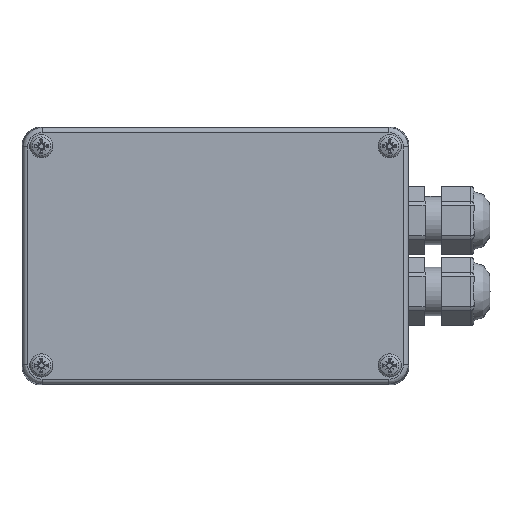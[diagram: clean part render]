
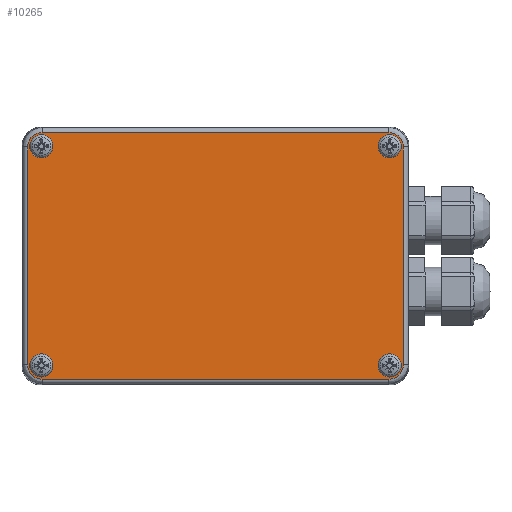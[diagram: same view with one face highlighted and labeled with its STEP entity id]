
A CAD part, top view. The second image highlights one B-rep face of the part: STEP entity #10265.
In plain terms, the highlighted face is planar.
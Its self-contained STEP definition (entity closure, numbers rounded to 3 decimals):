
#9554=CARTESIAN_POINT('',(6.249,-18.515,-30.0));
#9555=VERTEX_POINT('',#9554);
#9563=CARTESIAN_POINT('',(113.751,-18.515,-30.0));
#9564=VERTEX_POINT('',#9563);
#9565=CARTESIAN_POINT('',(6.249,-18.515,-30.0));
#9566=DIRECTION('',(1.0,0.0,0.0));
#9567=VECTOR('',#9566,107.503);
#9568=LINE('',#9565,#9567);
#9569=EDGE_CURVE('',#9555,#9564,#9568,.T.);
#9682=CARTESIAN_POINT('',(1.749,-14.015,-30.0));
#9683=VERTEX_POINT('',#9682);
#9691=CARTESIAN_POINT('',(6.249,-14.015,-30.0));
#9692=DIRECTION('',(0.0,0.0,1.0));
#9693=DIRECTION('',(-0.707,-0.707,0.0));
#9694=AXIS2_PLACEMENT_3D('',#9691,#9692,#9693);
#9695=ELLIPSE('',#9694,4.5,4.5);
#9696=EDGE_CURVE('',#9683,#9555,#9695,.T.);
#9773=CARTESIAN_POINT('',(118.251,-14.015,-30.0));
#9774=VERTEX_POINT('',#9773);
#9792=CARTESIAN_POINT('',(113.751,-14.015,-30.0));
#9793=DIRECTION('',(0.0,0.0,1.0));
#9794=DIRECTION('',(0.707,-0.707,0.0));
#9795=AXIS2_PLACEMENT_3D('',#9792,#9793,#9794);
#9796=ELLIPSE('',#9795,4.5,4.5);
#9797=EDGE_CURVE('',#9564,#9774,#9796,.T.);
#9809=CARTESIAN_POINT('',(1.749,53.487,-30.0));
#9810=VERTEX_POINT('',#9809);
#9818=CARTESIAN_POINT('',(1.749,53.487,-30.0));
#9819=DIRECTION('',(0.0,-1.0,0.0));
#9820=VECTOR('',#9819,67.503);
#9821=LINE('',#9818,#9820);
#9822=EDGE_CURVE('',#9810,#9683,#9821,.T.);
#9839=CARTESIAN_POINT('',(118.251,53.487,-30.0));
#9840=VERTEX_POINT('',#9839);
#9857=CARTESIAN_POINT('',(118.251,-14.015,-30.0));
#9858=DIRECTION('',(0.0,1.0,0.0));
#9859=VECTOR('',#9858,67.503);
#9860=LINE('',#9857,#9859);
#9861=EDGE_CURVE('',#9774,#9840,#9860,.T.);
#9959=CARTESIAN_POINT('',(6.249,57.987,-30.0));
#9960=VERTEX_POINT('',#9959);
#9968=CARTESIAN_POINT('',(6.249,53.487,-30.0));
#9969=DIRECTION('',(0.0,0.0,1.0));
#9970=DIRECTION('',(-0.707,0.707,0.0));
#9971=AXIS2_PLACEMENT_3D('',#9968,#9969,#9970);
#9972=ELLIPSE('',#9971,4.5,4.5);
#9973=EDGE_CURVE('',#9960,#9810,#9972,.T.);
#10050=CARTESIAN_POINT('',(113.751,57.987,-30.0));
#10051=VERTEX_POINT('',#10050);
#10069=CARTESIAN_POINT('',(113.751,53.487,-30.0));
#10070=DIRECTION('',(0.0,0.0,1.0));
#10071=DIRECTION('',(0.707,0.707,0.0));
#10072=AXIS2_PLACEMENT_3D('',#10069,#10070,#10071);
#10073=ELLIPSE('',#10072,4.5,4.5);
#10074=EDGE_CURVE('',#9840,#10051,#10073,.T.);
#10092=CARTESIAN_POINT('',(113.751,57.987,-30.0));
#10093=DIRECTION('',(-1.0,0.0,0.0));
#10094=VECTOR('',#10093,107.503);
#10095=LINE('',#10092,#10094);
#10096=EDGE_CURVE('',#10051,#9960,#10095,.T.);
#10206=CARTESIAN_POINT('',(60.0,19.736,-30.0));
#10207=DIRECTION('',(0.0,0.0,1.0));
#10208=DIRECTION('',(1.0,0.0,0.0));
#10209=AXIS2_PLACEMENT_3D('',#10206,#10207,#10208);
#10210=PLANE('',#10209);
#10211=ORIENTED_EDGE('',*,*,#9569,.F.);
#10212=ORIENTED_EDGE('',*,*,#9696,.F.);
#10213=ORIENTED_EDGE('',*,*,#9822,.F.);
#10214=ORIENTED_EDGE('',*,*,#9973,.F.);
#10215=ORIENTED_EDGE('',*,*,#10096,.F.);
#10216=ORIENTED_EDGE('',*,*,#10074,.F.);
#10217=ORIENTED_EDGE('',*,*,#9861,.F.);
#10218=ORIENTED_EDGE('',*,*,#9797,.F.);
#10219=EDGE_LOOP('',(#10211,#10212,#10213,#10214,#10215,#10216,#10217,#10218));
#10220=FACE_OUTER_BOUND('',#10219,.T.);
#10221=CARTESIAN_POINT('',(2.4,53.736,-30.0));
#10222=VERTEX_POINT('',#10221);
#10223=CARTESIAN_POINT('',(6.,53.736,-30.0));
#10224=DIRECTION('',(0.0,0.0,1.0));
#10225=DIRECTION('',(1.0,0.0,0.0));
#10226=AXIS2_PLACEMENT_3D('',#10223,#10224,#10225);
#10227=CIRCLE('',#10226,3.6);
#10228=EDGE_CURVE('',#10222,#10222,#10227,.T.);
#10229=ORIENTED_EDGE('',*,*,#10228,.T.);
#10230=EDGE_LOOP('',(#10229));
#10231=FACE_BOUND('',#10230,.T.);
#10232=CARTESIAN_POINT('',(2.4,-14.264,-30.0));
#10233=VERTEX_POINT('',#10232);
#10234=CARTESIAN_POINT('',(6.,-14.264,-30.0));
#10235=DIRECTION('',(0.0,0.0,1.0));
#10236=DIRECTION('',(1.0,0.0,0.0));
#10237=AXIS2_PLACEMENT_3D('',#10234,#10235,#10236);
#10238=CIRCLE('',#10237,3.6);
#10239=EDGE_CURVE('',#10233,#10233,#10238,.T.);
#10240=ORIENTED_EDGE('',*,*,#10239,.T.);
#10241=EDGE_LOOP('',(#10240));
#10242=FACE_BOUND('',#10241,.T.);
#10243=CARTESIAN_POINT('',(110.4,-14.264,-30.0));
#10244=VERTEX_POINT('',#10243);
#10245=CARTESIAN_POINT('',(114.0,-14.264,-30.0));
#10246=DIRECTION('',(0.0,0.0,1.0));
#10247=DIRECTION('',(1.0,0.0,0.0));
#10248=AXIS2_PLACEMENT_3D('',#10245,#10246,#10247);
#10249=CIRCLE('',#10248,3.6);
#10250=EDGE_CURVE('',#10244,#10244,#10249,.T.);
#10251=ORIENTED_EDGE('',*,*,#10250,.T.);
#10252=EDGE_LOOP('',(#10251));
#10253=FACE_BOUND('',#10252,.T.);
#10254=CARTESIAN_POINT('',(110.4,53.736,-30.0));
#10255=VERTEX_POINT('',#10254);
#10256=CARTESIAN_POINT('',(114.0,53.736,-30.0));
#10257=DIRECTION('',(0.0,0.0,1.0));
#10258=DIRECTION('',(1.0,0.0,0.0));
#10259=AXIS2_PLACEMENT_3D('',#10256,#10257,#10258);
#10260=CIRCLE('',#10259,3.6);
#10261=EDGE_CURVE('',#10255,#10255,#10260,.T.);
#10262=ORIENTED_EDGE('',*,*,#10261,.T.);
#10263=EDGE_LOOP('',(#10262));
#10264=FACE_BOUND('',#10263,.T.);
#10265=ADVANCED_FACE('',(#10220,#10231,#10242,#10253,#10264),#10210,.F.);
